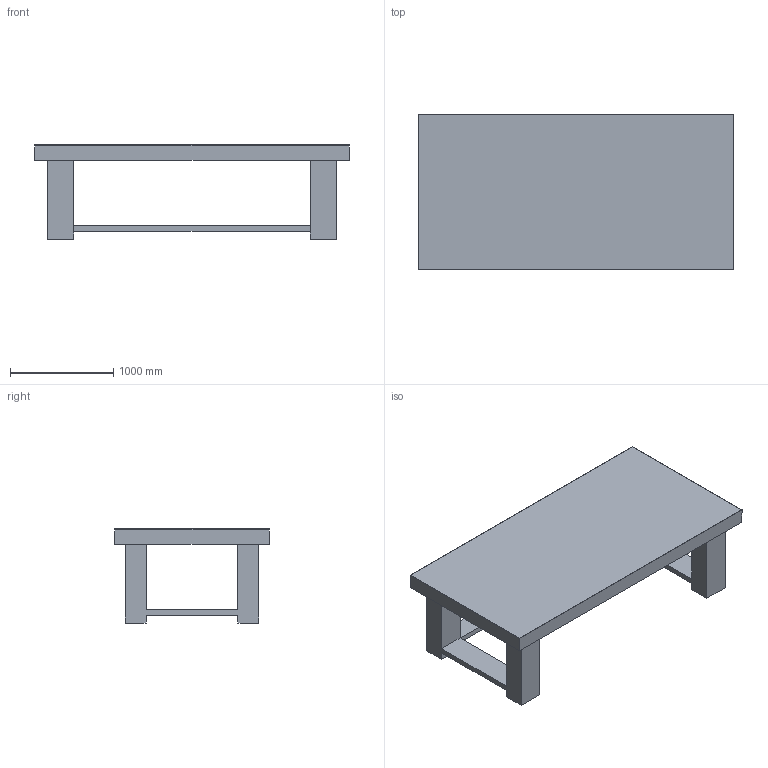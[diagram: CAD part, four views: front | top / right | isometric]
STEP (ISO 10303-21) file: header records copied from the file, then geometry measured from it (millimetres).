
FILE_DESCRIPTION (( 'STEP AP203' ), '1' );
FILE_NAME ('Assem1.STEP', '2018-12-22T21:30:09', ( '' ), ( '' ), 'SwSTEP 2.0', 'SolidWorks 2016', '' );
FILE_SCHEMA (( 'CONFIG_CONTROL_DESIGN' ));
Length unit declared in the file: inch
Products named in the file (3): OPTICAL_TABLE1; OPTICAL_TABLE hole; Assem1
Assembly tree (2 placements, depth 2):
  Assem1
    OPTICAL_TABLE1
    OPTICAL_TABLE hole
Bounding box: 3048 x 1498.6 x 911.23 mm (x, y, z)
Volume: 899977554.9 mm3; surface area: 24616725 mm2
Topology: 2 solids, 2 shells, 42 faces, 108 edges, 68 vertices
Faces by surface type: plane 42
Entity records: 1559 total; most frequent: CARTESIAN_POINT 223, ORIENTED_EDGE 216, DIRECTION 202, LINE 108, VECTOR 108, EDGE_CURVE 108, VERTEX_POINT 68, AXIS2_PLACEMENT_3D 47
